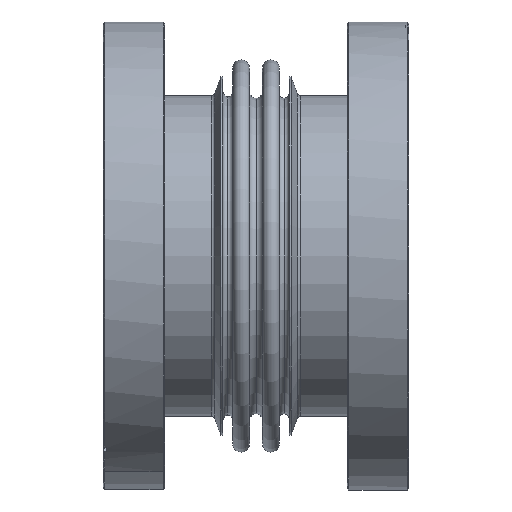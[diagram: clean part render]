
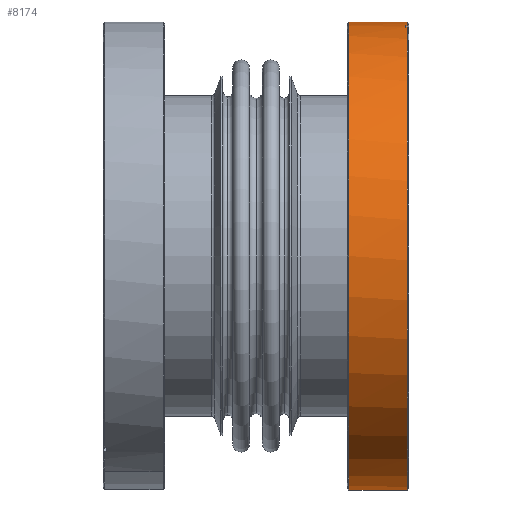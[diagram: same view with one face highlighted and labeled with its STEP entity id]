
A CAD part, left-side view. The second image highlights one B-rep face of the part: STEP entity #8174.
In plain terms, the highlighted cylindrical face has radius 75.8 mm (diameter 151.6 mm), a partial arc.
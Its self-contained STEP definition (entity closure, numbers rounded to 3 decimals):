
#276 = AXIS2_PLACEMENT_3D ( 'NONE', #10910, #5901, #704 ) ;
#284 = EDGE_CURVE ( 'NONE', #5871, #8447, #9430, .T. ) ;
#328 = CIRCLE ( 'NONE', #276, 75.8 ) ;
#434 = CARTESIAN_POINT ( 'NONE',  ( 0., -19.4, 0. ) ) ;
#481 = DIRECTION ( 'NONE',  ( 0., 1., 0. ) ) ;
#502 = DIRECTION ( 'NONE',  ( 0., 1., 0. ) ) ;
#591 = ORIENTED_EDGE ( 'NONE', *, *, #4412, .T. ) ;
#670 = CIRCLE ( 'NONE', #5786, 75.8 ) ;
#693 = LINE ( 'NONE', #2349, #1829 ) ;
#704 = DIRECTION ( 'NONE',  ( 0., 0., 1. ) ) ;
#1111 = VERTEX_POINT ( 'NONE', #5272 ) ;
#1204 = DIRECTION ( 'NONE',  ( 0., -1., 0. ) ) ;
#1313 = DIRECTION ( 'NONE',  ( 0., 1., 0. ) ) ;
#1340 = DIRECTION ( 'NONE',  ( 0., 0., -1. ) ) ;
#1441 = CARTESIAN_POINT ( 'NONE',  ( 13.806, -0.5, 74.532 ) ) ;
#1486 = CIRCLE ( 'NONE', #1785, 75.8 ) ;
#1489 = EDGE_CURVE ( 'NONE', #4323, #8447, #5347, .T. ) ;
#1785 = AXIS2_PLACEMENT_3D ( 'NONE', #434, #6493, #1340 ) ;
#1829 = VECTOR ( 'NONE', #481, 1000. ) ;
#2349 = CARTESIAN_POINT ( 'NONE',  ( 13.806, 19.776, 74.532 ) ) ;
#2597 = CARTESIAN_POINT ( 'NONE',  ( 0., -0.5, 75.8 ) ) ;
#2980 = VERTEX_POINT ( 'NONE', #3448 ) ;
#3047 = DIRECTION ( 'NONE',  ( 0., 0., 1. ) ) ;
#3206 = VECTOR ( 'NONE', #502, 1000. ) ;
#3255 = EDGE_CURVE ( 'NONE', #2980, #4323, #693, .T. ) ;
#3448 = CARTESIAN_POINT ( 'NONE',  ( 13.806, -1., 74.532 ) ) ;
#3463 = VERTEX_POINT ( 'NONE', #5378 ) ;
#3519 = DIRECTION ( 'NONE',  ( 0., 1., 0. ) ) ;
#4120 = ORIENTED_EDGE ( 'NONE', *, *, #1489, .T. ) ;
#4239 = DIRECTION ( 'NONE',  ( 0., 0., 1. ) ) ;
#4323 = VERTEX_POINT ( 'NONE', #1441 ) ;
#4412 = EDGE_CURVE ( 'NONE', #8813, #2980, #670, .T. ) ;
#4837 = CARTESIAN_POINT ( 'NONE',  ( 0., 19.776, 75.8 ) ) ;
#5232 = CARTESIAN_POINT ( 'NONE',  ( 15.767, 19.776, 74.142 ) ) ;
#5272 = CARTESIAN_POINT ( 'NONE',  ( 15.767, -0.5, 74.142 ) ) ;
#5347 = CIRCLE ( 'NONE', #9833, 75.8 ) ;
#5378 = CARTESIAN_POINT ( 'NONE',  ( 0., -0.5, -75.8 ) ) ;
#5722 = CARTESIAN_POINT ( 'NONE',  ( 0., 19.776, -75.8 ) ) ;
#5786 = AXIS2_PLACEMENT_3D ( 'NONE', #6803, #1204, #4239 ) ;
#5871 = VERTEX_POINT ( 'NONE', #9158 ) ;
#5884 = ORIENTED_EDGE ( 'NONE', *, *, #8356, .T. ) ;
#5901 = DIRECTION ( 'NONE',  ( 0., -1., 0. ) ) ;
#6344 = ORIENTED_EDGE ( 'NONE', *, *, #7572, .T. ) ;
#6409 = DIRECTION ( 'NONE',  ( 0., 1., 0. ) ) ;
#6493 = DIRECTION ( 'NONE',  ( 0., 1., 0. ) ) ;
#6494 = CARTESIAN_POINT ( 'NONE',  ( 0., -0.5, 0. ) ) ;
#6505 = DIRECTION ( 'NONE',  ( 0., -1., 0. ) ) ;
#6510 = DIRECTION ( 'NONE',  ( 0., 0., 1. ) ) ;
#6803 = CARTESIAN_POINT ( 'NONE',  ( 0., -1., 0. ) ) ;
#7123 = CYLINDRICAL_SURFACE ( 'NONE', #9878, 75.8 ) ;
#7183 = EDGE_LOOP ( 'NONE', ( #6344, #8536, #5884, #10800, #591, #11116, #4120, #8126 ) ) ;
#7245 = CARTESIAN_POINT ( 'NONE',  ( 0., 19.776, 0. ) ) ;
#7246 = EDGE_CURVE ( 'NONE', #8813, #1111, #7272, .T. ) ;
#7272 = LINE ( 'NONE', #5232, #9213 ) ;
#7381 = FACE_OUTER_BOUND ( 'NONE', #7183, .T. ) ;
#7493 = VECTOR ( 'NONE', #1313, 1000. ) ;
#7529 = VERTEX_POINT ( 'NONE', #9746 ) ;
#7572 = EDGE_CURVE ( 'NONE', #5871, #7529, #1486, .T. ) ;
#8126 = ORIENTED_EDGE ( 'NONE', *, *, #284, .F. ) ;
#8174 = ADVANCED_FACE ( 'NONE', ( #7381 ), #7123, .T. ) ;
#8356 = EDGE_CURVE ( 'NONE', #3463, #1111, #328, .T. ) ;
#8447 = VERTEX_POINT ( 'NONE', #2597 ) ;
#8536 = ORIENTED_EDGE ( 'NONE', *, *, #9459, .T. ) ;
#8813 = VERTEX_POINT ( 'NONE', #9146 ) ;
#9146 = CARTESIAN_POINT ( 'NONE',  ( 15.767, -1., 74.142 ) ) ;
#9158 = CARTESIAN_POINT ( 'NONE',  ( 0., -19.4, 75.8 ) ) ;
#9213 = VECTOR ( 'NONE', #3519, 1000. ) ;
#9430 = LINE ( 'NONE', #4837, #7493 ) ;
#9459 = EDGE_CURVE ( 'NONE', #7529, #3463, #9933, .T. ) ;
#9746 = CARTESIAN_POINT ( 'NONE',  ( 0., -19.4, -75.8 ) ) ;
#9833 = AXIS2_PLACEMENT_3D ( 'NONE', #6494, #6505, #6510 ) ;
#9878 = AXIS2_PLACEMENT_3D ( 'NONE', #7245, #6409, #3047 ) ;
#9933 = LINE ( 'NONE', #5722, #3206 ) ;
#10800 = ORIENTED_EDGE ( 'NONE', *, *, #7246, .F. ) ;
#10910 = CARTESIAN_POINT ( 'NONE',  ( 0., -0.5, 0. ) ) ;
#11116 = ORIENTED_EDGE ( 'NONE', *, *, #3255, .T. ) ;
